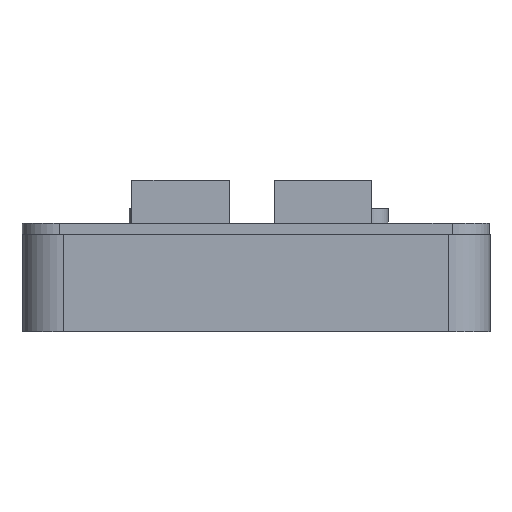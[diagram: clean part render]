
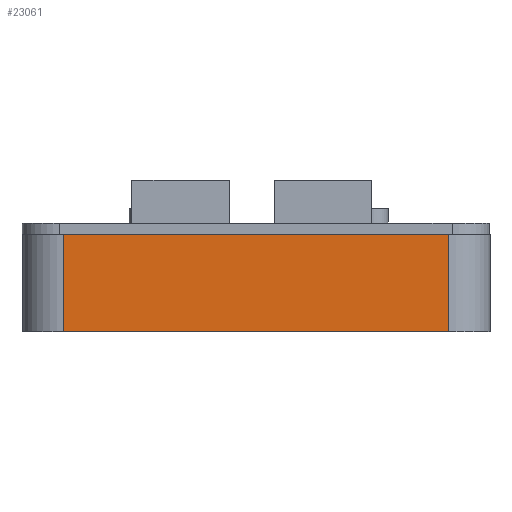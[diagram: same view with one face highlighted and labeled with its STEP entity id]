
A CAD part, front view. The second image highlights one B-rep face of the part: STEP entity #23061.
In plain terms, the highlighted planar face has unit normal (0, -1, 0).
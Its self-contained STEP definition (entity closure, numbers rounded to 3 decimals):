
#1431=PLANE('',#24894);
#2215=FACE_OUTER_BOUND('',#3514,.T.);
#3514=EDGE_LOOP('',(#16042,#16043,#16044,#16045));
#5035=LINE('',#33083,#7395);
#5047=LINE('',#33120,#7407);
#5048=LINE('',#33124,#7408);
#5049=LINE('',#33125,#7409);
#7395=VECTOR('',#26840,10.);
#7407=VECTOR('',#26872,10.);
#7408=VECTOR('',#26877,10.);
#7409=VECTOR('',#26878,10.);
#10446=VERTEX_POINT('',#33080);
#10447=VERTEX_POINT('',#33082);
#10462=VERTEX_POINT('',#33119);
#10463=VERTEX_POINT('',#33123);
#12645=EDGE_CURVE('',#10446,#10447,#5035,.T.);
#12664=EDGE_CURVE('',#10447,#10462,#5047,.T.);
#12666=EDGE_CURVE('',#10463,#10446,#5048,.T.);
#12667=EDGE_CURVE('',#10462,#10463,#5049,.T.);
#16042=ORIENTED_EDGE('',*,*,#12664,.F.);
#16043=ORIENTED_EDGE('',*,*,#12645,.F.);
#16044=ORIENTED_EDGE('',*,*,#12666,.F.);
#16045=ORIENTED_EDGE('',*,*,#12667,.F.);
#23061=ADVANCED_FACE('',(#2215),#1431,.T.);
#24894=AXIS2_PLACEMENT_3D('',#33122,#26875,#26876);
#26840=DIRECTION('',(1.,0.,0.));
#26872=DIRECTION('',(0.,0.,-1.));
#26875=DIRECTION('center_axis',(0.,-1.,0.));
#26876=DIRECTION('ref_axis',(1.,0.,0.));
#26877=DIRECTION('',(0.,0.,1.));
#26878=DIRECTION('',(-1.,0.,0.));
#33080=CARTESIAN_POINT('',(-31.234,-47.1,13.));
#33082=CARTESIAN_POINT('',(20.166,-47.1,13.));
#33083=CARTESIAN_POINT('',(25.666,-47.1,13.));
#33119=CARTESIAN_POINT('',(20.166,-47.1,0.));
#33120=CARTESIAN_POINT('',(20.166,-47.1,0.));
#33122=CARTESIAN_POINT('Origin',(-36.734,-47.1,0.));
#33123=CARTESIAN_POINT('',(-31.234,-47.1,0.));
#33124=CARTESIAN_POINT('',(-31.234,-47.1,0.));
#33125=CARTESIAN_POINT('',(25.666,-47.1,0.));
